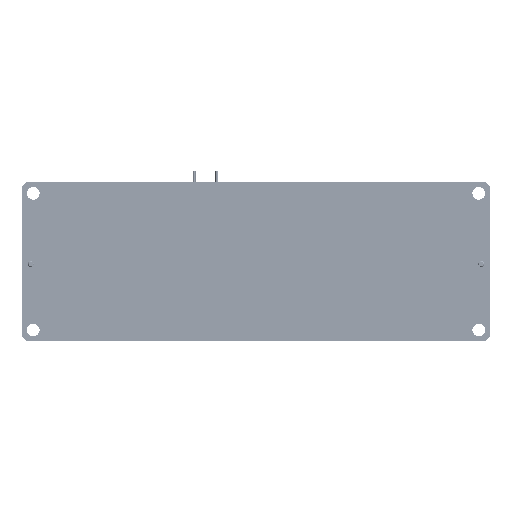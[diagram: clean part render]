
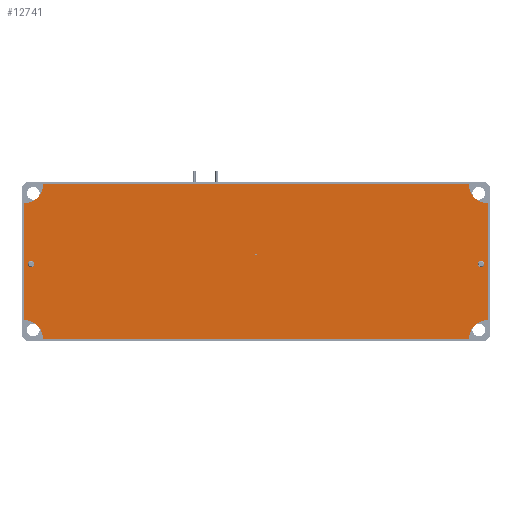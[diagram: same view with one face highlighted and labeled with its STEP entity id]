
A CAD part, front view. The second image highlights one B-rep face of the part: STEP entity #12741.
In plain terms, the highlighted planar face has unit normal (0, -1, 0).
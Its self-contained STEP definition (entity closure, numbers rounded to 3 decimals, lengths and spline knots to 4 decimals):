
#3407 = VERTEX_POINT ( 'NONE', #96369 ) ;
#3786 = CARTESIAN_POINT ( 'NONE',  ( 2.2643, -0.99, -0.8947 ) ) ;
#4631 = CARTESIAN_POINT ( 'NONE',  ( 2.3343, -0.99, -0.0782 ) ) ;
#5287 = AXIS2_PLACEMENT_3D ( 'NONE', #33211, #42292, #96246 ) ;
#5401 = CIRCLE ( 'NONE', #52248, 0.0335 ) ;
#8114 = AXIS2_PLACEMENT_3D ( 'NONE', #82323, #35902, #63316 ) ;
#8185 = PLANE ( 'NONE',  #17430 ) ;
#8725 = EDGE_CURVE ( 'NONE', #54290, #48592, #57686, .T. ) ;
#11892 = CARTESIAN_POINT ( 'NONE',  ( -2.6157, -0.99, -1.7282 ) ) ;
#12741 = ADVANCED_FACE ( 'NONE', ( #58725, #79920, #44431, #102553 ), #8185, .T. ) ;
#12880 = EDGE_CURVE ( 'NONE', #100267, #113746, #20322, .T. ) ;
#13143 = AXIS2_PLACEMENT_3D ( 'NONE', #33017, #105556, #60436 ) ;
#17337 = CARTESIAN_POINT ( 'NONE',  ( 2.1343, -0.99, -0.0782 ) ) ;
#17430 = AXIS2_PLACEMENT_3D ( 'NONE', #63680, #117471, #73147 ) ;
#17562 = CARTESIAN_POINT ( 'NONE',  ( -2.5457, -0.99, -0.9617 ) ) ;
#20251 = CIRCLE ( 'NONE', #101968, 0.0335 ) ;
#20322 = CIRCLE ( 'NONE', #5287, 0.0335 ) ;
#20456 = VECTOR ( 'NONE', #31300, 39.3701 ) ;
#20642 = DIRECTION ( 'NONE',  ( 0., 0., 1. ) ) ;
#21022 = EDGE_LOOP ( 'NONE', ( #87418, #66637 ) ) ;
#23873 = CARTESIAN_POINT ( 'NONE',  ( 2.2643, -0.99, -0.9282 ) ) ;
#26613 = VERTEX_POINT ( 'NONE', #47482 ) ;
#27441 = CIRCLE ( 'NONE', #117004, 0.0335 ) ;
#28777 = CIRCLE ( 'NONE', #99926, 0.2 ) ;
#30812 = EDGE_CURVE ( 'NONE', #3407, #110411, #81193, .T. ) ;
#31202 = CIRCLE ( 'NONE', #105476, 0.2 ) ;
#31300 = DIRECTION ( 'NONE',  ( 0., 0., -1. ) ) ;
#33017 = CARTESIAN_POINT ( 'NONE',  ( -0.1407, -0.99, -0.8282 ) ) ;
#33211 = CARTESIAN_POINT ( 'NONE',  ( -2.5457, -0.99, -0.9282 ) ) ;
#33503 = VECTOR ( 'NONE', #61853, 39.3701 ) ;
#34308 = EDGE_CURVE ( 'NONE', #81067, #54987, #101771, .T. ) ;
#34521 = CARTESIAN_POINT ( 'NONE',  ( 2.2643, -0.99, -0.9282 ) ) ;
#35688 = DIRECTION ( 'NONE',  ( 0., 1., 0. ) ) ;
#35902 = DIRECTION ( 'NONE',  ( 0., 1., 0. ) ) ;
#36439 = LINE ( 'NONE', #106583, #33503 ) ;
#36671 = EDGE_LOOP ( 'NONE', ( #41455, #46941 ) ) ;
#37071 = ORIENTED_EDGE ( 'NONE', *, *, #93996, .T. ) ;
#37079 = EDGE_CURVE ( 'NONE', #60661, #54290, #41824, .T. ) ;
#38424 = CARTESIAN_POINT ( 'NONE',  ( 2.2643, -0.99, -0.9617 ) ) ;
#39162 = EDGE_CURVE ( 'NONE', #48592, #103928, #82025, .T. ) ;
#40522 = CARTESIAN_POINT ( 'NONE',  ( -0.1407, -0.99, -0.8382 ) ) ;
#40812 = ORIENTED_EDGE ( 'NONE', *, *, #30812, .T. ) ;
#41455 = ORIENTED_EDGE ( 'NONE', *, *, #12880, .T. ) ;
#41824 = LINE ( 'NONE', #49583, #20456 ) ;
#41985 = CARTESIAN_POINT ( 'NONE',  ( 2.3343, -0.99, -0.0782 ) ) ;
#42225 = ORIENTED_EDGE ( 'NONE', *, *, #77475, .T. ) ;
#42261 = VECTOR ( 'NONE', #96039, 39.3701 ) ;
#42292 = DIRECTION ( 'NONE',  ( 0., 1., 0. ) ) ;
#44431 = FACE_BOUND ( 'NONE', #45169, .T. ) ;
#45117 = VERTEX_POINT ( 'NONE', #3786 ) ;
#45169 = EDGE_LOOP ( 'NONE', ( #58095, #56710 ) ) ;
#46941 = ORIENTED_EDGE ( 'NONE', *, *, #72567, .T. ) ;
#47482 = CARTESIAN_POINT ( 'NONE',  ( -2.4157, -0.99, -0.0782 ) ) ;
#48243 = DIRECTION ( 'NONE',  ( 0., 1., 0. ) ) ;
#48592 = VERTEX_POINT ( 'NONE', #83647 ) ;
#49583 = CARTESIAN_POINT ( 'NONE',  ( -2.6157, -0.99, -0.0782 ) ) ;
#52248 = AXIS2_PLACEMENT_3D ( 'NONE', #34521, #70664, #52809 ) ;
#52809 = DIRECTION ( 'NONE',  ( 0., 0., -1. ) ) ;
#54232 = VECTOR ( 'NONE', #106578, 39.3701 ) ;
#54290 = VERTEX_POINT ( 'NONE', #108789 ) ;
#54987 = VERTEX_POINT ( 'NONE', #40522 ) ;
#56710 = ORIENTED_EDGE ( 'NONE', *, *, #73029, .T. ) ;
#57517 = CARTESIAN_POINT ( 'NONE',  ( 2.3343, -0.99, -0.2782 ) ) ;
#57686 = CIRCLE ( 'NONE', #96096, 0.2 ) ;
#58095 = ORIENTED_EDGE ( 'NONE', *, *, #89763, .T. ) ;
#58725 = FACE_OUTER_BOUND ( 'NONE', #68143, .T. ) ;
#59383 = DIRECTION ( 'NONE',  ( 0., 0., 1. ) ) ;
#60436 = DIRECTION ( 'NONE',  ( 0., 0., -1. ) ) ;
#60661 = VERTEX_POINT ( 'NONE', #90149 ) ;
#60748 = ORIENTED_EDGE ( 'NONE', *, *, #39162, .T. ) ;
#60790 = CARTESIAN_POINT ( 'NONE',  ( -2.6157, -0.99, -1.7282 ) ) ;
#60894 = ORIENTED_EDGE ( 'NONE', *, *, #37079, .T. ) ;
#61853 = DIRECTION ( 'NONE',  ( -1., 0., 0. ) ) ;
#62663 = ORIENTED_EDGE ( 'NONE', *, *, #99797, .T. ) ;
#62691 = DIRECTION ( 'NONE',  ( 0., 0., -1. ) ) ;
#63215 = DIRECTION ( 'NONE',  ( 0., 0., -1. ) ) ;
#63316 = DIRECTION ( 'NONE',  ( 0., 0., -1. ) ) ;
#63680 = CARTESIAN_POINT ( 'NONE',  ( -0.1407, -0.99, -0.9032 ) ) ;
#66637 = ORIENTED_EDGE ( 'NONE', *, *, #34308, .T. ) ;
#68143 = EDGE_LOOP ( 'NONE', ( #62663, #40812, #115020, #37071, #42225, #60894, #82339, #60748 ) ) ;
#70664 = DIRECTION ( 'NONE',  ( 0., 1., 0. ) ) ;
#72567 = EDGE_CURVE ( 'NONE', #113746, #100267, #27441, .T. ) ;
#73029 = EDGE_CURVE ( 'NONE', #45117, #110533, #20251, .T. ) ;
#73147 = DIRECTION ( 'NONE',  ( 0., 0., 1. ) ) ;
#74950 = DIRECTION ( 'NONE',  ( 0., 1., 0. ) ) ;
#76766 = CIRCLE ( 'NONE', #8114, 0.2 ) ;
#77475 = EDGE_CURVE ( 'NONE', #26613, #60661, #31202, .T. ) ;
#78544 = DIRECTION ( 'NONE',  ( 0., 0., -1. ) ) ;
#79920 = FACE_BOUND ( 'NONE', #36671, .T. ) ;
#81067 = VERTEX_POINT ( 'NONE', #95310 ) ;
#81193 = LINE ( 'NONE', #41985, #54232 ) ;
#81425 = CARTESIAN_POINT ( 'NONE',  ( -2.5457, -0.99, -0.9282 ) ) ;
#82025 = LINE ( 'NONE', #60790, #42261 ) ;
#82323 = CARTESIAN_POINT ( 'NONE',  ( 2.3343, -0.99, -1.7282 ) ) ;
#82339 = ORIENTED_EDGE ( 'NONE', *, *, #8725, .T. ) ;
#83647 = CARTESIAN_POINT ( 'NONE',  ( -2.4157, -0.99, -1.7282 ) ) ;
#87253 = DIRECTION ( 'NONE',  ( 0., 1., 0. ) ) ;
#87325 = AXIS2_PLACEMENT_3D ( 'NONE', #103673, #48243, #112765 ) ;
#87418 = ORIENTED_EDGE ( 'NONE', *, *, #104837, .T. ) ;
#89763 = EDGE_CURVE ( 'NONE', #110533, #45117, #5401, .T. ) ;
#90149 = CARTESIAN_POINT ( 'NONE',  ( -2.6157, -0.99, -0.2782 ) ) ;
#93996 = EDGE_CURVE ( 'NONE', #103291, #26613, #36439, .T. ) ;
#95310 = CARTESIAN_POINT ( 'NONE',  ( -0.1407, -0.99, -0.8182 ) ) ;
#96039 = DIRECTION ( 'NONE',  ( 1., 0., 0. ) ) ;
#96096 = AXIS2_PLACEMENT_3D ( 'NONE', #11892, #74950, #20642 ) ;
#96246 = DIRECTION ( 'NONE',  ( 0., 0., -1. ) ) ;
#96369 = CARTESIAN_POINT ( 'NONE',  ( 2.3343, -0.99, -1.5282 ) ) ;
#98386 = EDGE_CURVE ( 'NONE', #110411, #103291, #28777, .T. ) ;
#99797 = EDGE_CURVE ( 'NONE', #103928, #3407, #76766, .T. ) ;
#99926 = AXIS2_PLACEMENT_3D ( 'NONE', #4631, #105671, #59383 ) ;
#100267 = VERTEX_POINT ( 'NONE', #17562 ) ;
#101771 = CIRCLE ( 'NONE', #87325, 0.01 ) ;
#101968 = AXIS2_PLACEMENT_3D ( 'NONE', #23873, #87253, #78544 ) ;
#102553 = FACE_BOUND ( 'NONE', #21022, .T. ) ;
#103291 = VERTEX_POINT ( 'NONE', #17337 ) ;
#103673 = CARTESIAN_POINT ( 'NONE',  ( -0.1407, -0.99, -0.8282 ) ) ;
#103928 = VERTEX_POINT ( 'NONE', #116161 ) ;
#104837 = EDGE_CURVE ( 'NONE', #54987, #81067, #107823, .T. ) ;
#105476 = AXIS2_PLACEMENT_3D ( 'NONE', #116909, #35688, #62691 ) ;
#105556 = DIRECTION ( 'NONE',  ( 0., 1., 0. ) ) ;
#105671 = DIRECTION ( 'NONE',  ( 0., 1., 0. ) ) ;
#106578 = DIRECTION ( 'NONE',  ( 0., 0., 1. ) ) ;
#106583 = CARTESIAN_POINT ( 'NONE',  ( -2.6157, -0.99, -0.0782 ) ) ;
#107823 = CIRCLE ( 'NONE', #13143, 0.01 ) ;
#107963 = DIRECTION ( 'NONE',  ( 0., 1., 0. ) ) ;
#108789 = CARTESIAN_POINT ( 'NONE',  ( -2.6157, -0.99, -1.5282 ) ) ;
#109262 = CARTESIAN_POINT ( 'NONE',  ( -2.5457, -0.99, -0.8947 ) ) ;
#110411 = VERTEX_POINT ( 'NONE', #57517 ) ;
#110533 = VERTEX_POINT ( 'NONE', #38424 ) ;
#112765 = DIRECTION ( 'NONE',  ( 0., 0., -1. ) ) ;
#113746 = VERTEX_POINT ( 'NONE', #109262 ) ;
#115020 = ORIENTED_EDGE ( 'NONE', *, *, #98386, .T. ) ;
#116161 = CARTESIAN_POINT ( 'NONE',  ( 2.1343, -0.99, -1.7282 ) ) ;
#116909 = CARTESIAN_POINT ( 'NONE',  ( -2.6157, -0.99, -0.0782 ) ) ;
#117004 = AXIS2_PLACEMENT_3D ( 'NONE', #81425, #107963, #63215 ) ;
#117471 = DIRECTION ( 'NONE',  ( 0., -1., 0. ) ) ;
